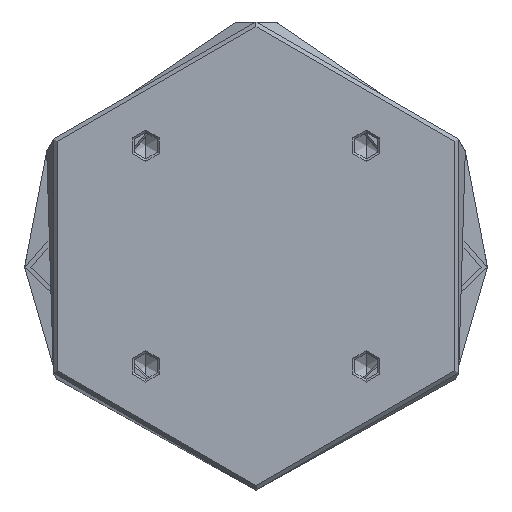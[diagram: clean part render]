
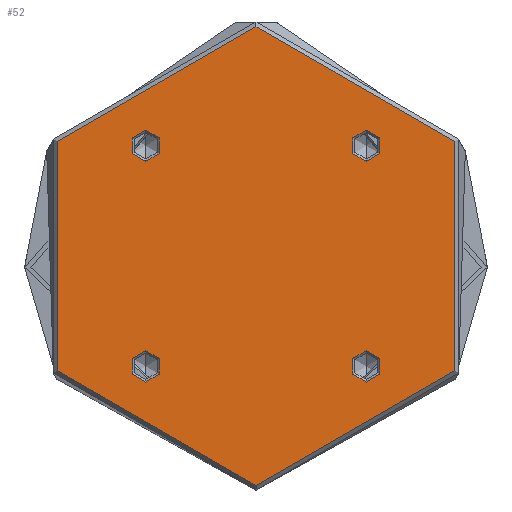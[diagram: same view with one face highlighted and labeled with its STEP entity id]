
A CAD part, front view. The second image highlights one B-rep face of the part: STEP entity #52.
In plain terms, the highlighted face is planar.
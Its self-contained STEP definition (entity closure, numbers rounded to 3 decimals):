
#52 = ADVANCED_FACE ( 'NONE', ( #540, #3417, #3922, #896, #2045 ), #3586, .F. ) ;
#114 = CIRCLE ( 'NONE', #2003, 5.025 ) ;
#117 = DIRECTION ( 'NONE',  ( 0., 0., 1. ) ) ;
#255 = EDGE_CURVE ( 'NONE', #5868, #1705, #4414, .T. ) ;
#296 = DIRECTION ( 'NONE',  ( 0., 0., 1. ) ) ;
#333 = DIRECTION ( 'NONE',  ( 1., 0., 0. ) ) ;
#364 = CARTESIAN_POINT ( 'NONE',  ( -35.355, -35.355, 0. ) ) ;
#398 = CARTESIAN_POINT ( 'NONE',  ( -30.33, -35.355, 0. ) ) ;
#494 = VERTEX_POINT ( 'NONE', #5791 ) ;
#540 = FACE_BOUND ( 'NONE', #5085, .T. ) ;
#644 = DIRECTION ( 'NONE',  ( 0., 0., 1. ) ) ;
#646 = CARTESIAN_POINT ( 'NONE',  ( -73.5, 0., 0. ) ) ;
#711 = ORIENTED_EDGE ( 'NONE', *, *, #4158, .F. ) ;
#730 = EDGE_CURVE ( 'NONE', #1705, #5868, #6161, .T. ) ;
#796 = CIRCLE ( 'NONE', #2831, 5.025 ) ;
#896 = FACE_BOUND ( 'NONE', #4162, .T. ) ;
#940 = DIRECTION ( 'NONE',  ( 1., 0., 0. ) ) ;
#963 = ORIENTED_EDGE ( 'NONE', *, *, #730, .F. ) ;
#974 = VERTEX_POINT ( 'NONE', #398 ) ;
#1017 = EDGE_LOOP ( 'NONE', ( #6283, #1099 ) ) ;
#1099 = ORIENTED_EDGE ( 'NONE', *, *, #4066, .F. ) ;
#1243 = DIRECTION ( 'NONE',  ( 0., 0., 1. ) ) ;
#1338 = AXIS2_PLACEMENT_3D ( 'NONE', #5883, #2738, #6424 ) ;
#1353 = AXIS2_PLACEMENT_3D ( 'NONE', #3453, #117, #3990 ) ;
#1496 = ORIENTED_EDGE ( 'NONE', *, *, #255, .F. ) ;
#1542 = CIRCLE ( 'NONE', #2322, 5.025 ) ;
#1705 = VERTEX_POINT ( 'NONE', #6839 ) ;
#1706 = EDGE_LOOP ( 'NONE', ( #1941, #4231 ) ) ;
#1829 = CARTESIAN_POINT ( 'NONE',  ( -30.33, 35.355, 0. ) ) ;
#1840 = DIRECTION ( 'NONE',  ( 0., 0., 1. ) ) ;
#1935 = EDGE_CURVE ( 'NONE', #494, #2133, #3046, .T. ) ;
#1941 = ORIENTED_EDGE ( 'NONE', *, *, #3351, .T. ) ;
#2003 = AXIS2_PLACEMENT_3D ( 'NONE', #3963, #644, #4478 ) ;
#2045 = FACE_OUTER_BOUND ( 'NONE', #1706, .T. ) ;
#2051 = ORIENTED_EDGE ( 'NONE', *, *, #5880, .F. ) ;
#2098 = VERTEX_POINT ( 'NONE', #2336 ) ;
#2133 = VERTEX_POINT ( 'NONE', #3016 ) ;
#2307 = CIRCLE ( 'NONE', #1353, 73.5 ) ;
#2322 = AXIS2_PLACEMENT_3D ( 'NONE', #364, #4226, #940 ) ;
#2336 = CARTESIAN_POINT ( 'NONE',  ( -40.38, -35.355, 0. ) ) ;
#2401 = VERTEX_POINT ( 'NONE', #646 ) ;
#2575 = AXIS2_PLACEMENT_3D ( 'NONE', #3713, #296, #333 ) ;
#2738 = DIRECTION ( 'NONE',  ( 0., 0., 1. ) ) ;
#2831 = AXIS2_PLACEMENT_3D ( 'NONE', #4497, #1243, #4983 ) ;
#2867 = CARTESIAN_POINT ( 'NONE',  ( 73.5, 0., 0. ) ) ;
#3011 = DIRECTION ( 'NONE',  ( 0., 0., 1. ) ) ;
#3016 = CARTESIAN_POINT ( 'NONE',  ( 30.33, -35.355, 0. ) ) ;
#3046 = CIRCLE ( 'NONE', #5386, 5.025 ) ;
#3059 = DIRECTION ( 'NONE',  ( -1., 0., 0. ) ) ;
#3351 = EDGE_CURVE ( 'NONE', #2401, #4018, #2307, .T. ) ;
#3417 = FACE_BOUND ( 'NONE', #4080, .T. ) ;
#3453 = CARTESIAN_POINT ( 'NONE',  ( 0., 0., 0. ) ) ;
#3559 = CARTESIAN_POINT ( 'NONE',  ( 0., 0., 0. ) ) ;
#3586 = PLANE ( 'NONE',  #4386 ) ;
#3627 = DIRECTION ( 'NONE',  ( 0., 0., -1. ) ) ;
#3713 = CARTESIAN_POINT ( 'NONE',  ( 35.355, 35.355, 0. ) ) ;
#3747 = DIRECTION ( 'NONE',  ( 1., 0., 0. ) ) ;
#3776 = AXIS2_PLACEMENT_3D ( 'NONE', #5562, #5234, #3747 ) ;
#3825 = CARTESIAN_POINT ( 'NONE',  ( 35.355, -35.355, 0. ) ) ;
#3868 = DIRECTION ( 'NONE',  ( 0., 0., 1. ) ) ;
#3889 = DIRECTION ( 'NONE',  ( 1., 0., 0. ) ) ;
#3899 = VERTEX_POINT ( 'NONE', #4860 ) ;
#3922 = FACE_BOUND ( 'NONE', #1017, .T. ) ;
#3963 = CARTESIAN_POINT ( 'NONE',  ( -35.355, 35.355, 0. ) ) ;
#3990 = DIRECTION ( 'NONE',  ( 1., 0., 0. ) ) ;
#4008 = ORIENTED_EDGE ( 'NONE', *, *, #5922, .F. ) ;
#4018 = VERTEX_POINT ( 'NONE', #2867 ) ;
#4066 = EDGE_CURVE ( 'NONE', #2133, #494, #796, .T. ) ;
#4080 = EDGE_LOOP ( 'NONE', ( #2051, #4008 ) ) ;
#4158 = EDGE_CURVE ( 'NONE', #3899, #4808, #4941, .T. ) ;
#4162 = EDGE_LOOP ( 'NONE', ( #963, #1496 ) ) ;
#4226 = DIRECTION ( 'NONE',  ( 0., 0., 1. ) ) ;
#4231 = ORIENTED_EDGE ( 'NONE', *, *, #4383, .T. ) ;
#4383 = EDGE_CURVE ( 'NONE', #4018, #2401, #5852, .T. ) ;
#4386 = AXIS2_PLACEMENT_3D ( 'NONE', #3559, #3627, #3059 ) ;
#4414 = CIRCLE ( 'NONE', #3776, 5.025 ) ;
#4478 = DIRECTION ( 'NONE',  ( 1., 0., 0. ) ) ;
#4482 = ORIENTED_EDGE ( 'NONE', *, *, #6157, .F. ) ;
#4497 = CARTESIAN_POINT ( 'NONE',  ( 35.355, -35.355, 0. ) ) ;
#4808 = VERTEX_POINT ( 'NONE', #1829 ) ;
#4860 = CARTESIAN_POINT ( 'NONE',  ( -40.38, 35.355, 0. ) ) ;
#4941 = CIRCLE ( 'NONE', #6902, 5.025 ) ;
#4983 = DIRECTION ( 'NONE',  ( 1., 0., 0. ) ) ;
#5005 = CARTESIAN_POINT ( 'NONE',  ( -35.355, 35.355, 0. ) ) ;
#5085 = EDGE_LOOP ( 'NONE', ( #4482, #711 ) ) ;
#5234 = DIRECTION ( 'NONE',  ( 0., 0., 1. ) ) ;
#5386 = AXIS2_PLACEMENT_3D ( 'NONE', #3825, #3868, #3889 ) ;
#5558 = DIRECTION ( 'NONE',  ( 1., 0., 0. ) ) ;
#5562 = CARTESIAN_POINT ( 'NONE',  ( 35.355, 35.355, 0. ) ) ;
#5791 = CARTESIAN_POINT ( 'NONE',  ( 40.38, -35.355, 0. ) ) ;
#5852 = CIRCLE ( 'NONE', #6766, 73.5 ) ;
#5868 = VERTEX_POINT ( 'NONE', #6946 ) ;
#5880 = EDGE_CURVE ( 'NONE', #974, #2098, #5967, .T. ) ;
#5883 = CARTESIAN_POINT ( 'NONE',  ( -35.355, -35.355, 0. ) ) ;
#5922 = EDGE_CURVE ( 'NONE', #2098, #974, #1542, .T. ) ;
#5967 = CIRCLE ( 'NONE', #1338, 5.025 ) ;
#6157 = EDGE_CURVE ( 'NONE', #4808, #3899, #114, .T. ) ;
#6158 = CARTESIAN_POINT ( 'NONE',  ( 0., 0., 0. ) ) ;
#6161 = CIRCLE ( 'NONE', #2575, 5.025 ) ;
#6283 = ORIENTED_EDGE ( 'NONE', *, *, #1935, .F. ) ;
#6424 = DIRECTION ( 'NONE',  ( 1., 0., 0. ) ) ;
#6703 = DIRECTION ( 'NONE',  ( 1., 0., 0. ) ) ;
#6766 = AXIS2_PLACEMENT_3D ( 'NONE', #6158, #3011, #6703 ) ;
#6839 = CARTESIAN_POINT ( 'NONE',  ( 40.38, 35.355, 0. ) ) ;
#6902 = AXIS2_PLACEMENT_3D ( 'NONE', #5005, #1840, #5558 ) ;
#6946 = CARTESIAN_POINT ( 'NONE',  ( 30.33, 35.355, 0. ) ) ;
